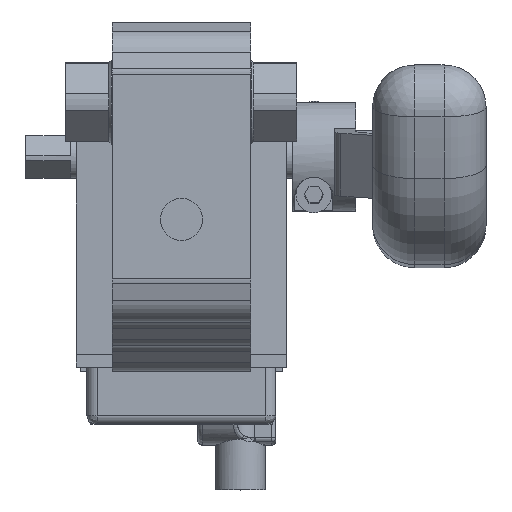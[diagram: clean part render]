
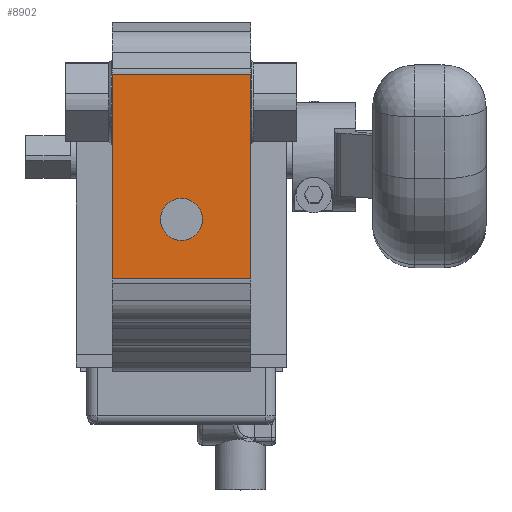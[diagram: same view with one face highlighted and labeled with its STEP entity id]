
A CAD part, top view. The second image highlights one B-rep face of the part: STEP entity #8902.
In plain terms, the highlighted planar face has unit normal (0, 0, 1).
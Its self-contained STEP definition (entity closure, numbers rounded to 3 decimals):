
#229=FACE_BOUND('',#1725,.T.);
#230=FACE_BOUND('',#1726,.T.);
#645=CIRCLE('',#9472,5.);
#1725=EDGE_LOOP('',(#7222));
#1726=EDGE_LOOP('',(#7223,#7224,#7225,#7226));
#2400=LINE('',#14205,#3184);
#2413=LINE('',#14255,#3197);
#2472=LINE('',#14398,#3256);
#2482=LINE('',#14419,#3266);
#3184=VECTOR('',#11442,48.563);
#3197=VECTOR('',#11483,48.563);
#3256=VECTOR('',#11622,33.);
#3266=VECTOR('',#11654,33.);
#3946=VERTEX_POINT('',#13745);
#4101=VERTEX_POINT('',#14202);
#4102=VERTEX_POINT('',#14204);
#4124=VERTEX_POINT('',#14252);
#4125=VERTEX_POINT('',#14254);
#4924=EDGE_CURVE('',#3946,#3946,#645,.T.);
#5149=EDGE_CURVE('',#4102,#4101,#2400,.T.);
#5174=EDGE_CURVE('',#4125,#4124,#2413,.T.);
#5244=EDGE_CURVE('',#4124,#4102,#2472,.T.);
#5254=EDGE_CURVE('',#4125,#4101,#2482,.T.);
#7222=ORIENTED_EDGE('',*,*,#4924,.T.);
#7223=ORIENTED_EDGE('',*,*,#5174,.T.);
#7224=ORIENTED_EDGE('',*,*,#5244,.T.);
#7225=ORIENTED_EDGE('',*,*,#5149,.T.);
#7226=ORIENTED_EDGE('',*,*,#5254,.F.);
#8512=PLANE('',#9700);
#8902=ADVANCED_FACE('',(#229,#230),#8512,.T.);
#9472=AXIS2_PLACEMENT_3D('',#13746,#10975,#10976);
#9700=AXIS2_PLACEMENT_3D('',#14418,#11652,#11653);
#10975=DIRECTION('center_axis',(0.,0.,-1.));
#10976=DIRECTION('ref_axis',(0.,-1.,0.));
#11442=DIRECTION('',(0.,-1.,0.));
#11483=DIRECTION('',(0.,1.,0.));
#11622=DIRECTION('',(-1.,0.,0.));
#11652=DIRECTION('center_axis',(0.,0.,1.));
#11653=DIRECTION('ref_axis',(0.,1.,0.));
#11654=DIRECTION('',(-1.,0.,0.));
#13745=CARTESIAN_POINT('',(0.,-23.,44.));
#13746=CARTESIAN_POINT('Origin',(0.,-28.,44.));
#14202=CARTESIAN_POINT('',(-16.5,-42.031,44.));
#14204=CARTESIAN_POINT('',(-16.5,6.531,44.));
#14205=CARTESIAN_POINT('',(-16.5,-21.016,44.));
#14252=CARTESIAN_POINT('',(16.5,6.531,44.));
#14254=CARTESIAN_POINT('',(16.5,-42.031,44.));
#14255=CARTESIAN_POINT('',(16.5,-21.016,44.));
#14398=CARTESIAN_POINT('',(0.,6.531,44.));
#14418=CARTESIAN_POINT('Origin',(0.,-42.031,44.));
#14419=CARTESIAN_POINT('',(0.,-42.031,44.));
